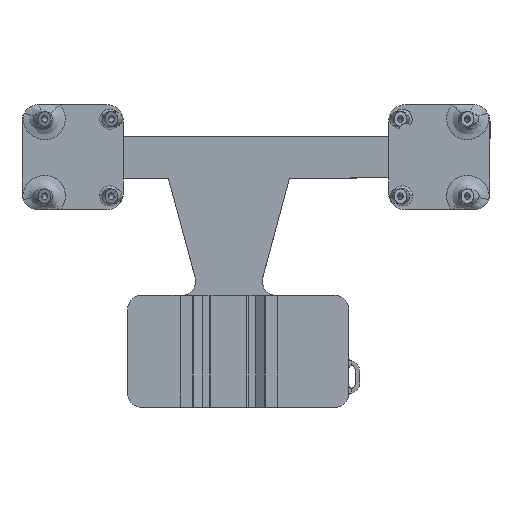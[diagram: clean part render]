
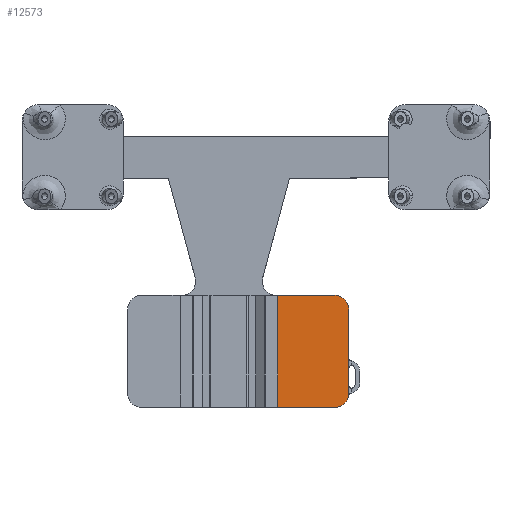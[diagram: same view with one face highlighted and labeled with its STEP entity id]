
A CAD part, front view. The second image highlights one B-rep face of the part: STEP entity #12573.
In plain terms, the highlighted planar face has unit normal (-0.002, -1, 0).
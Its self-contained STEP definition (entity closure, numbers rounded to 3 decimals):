
#42 = ORIENTED_EDGE ( 'NONE', *, *, #11350, .F. ) ;
#157 = ORIENTED_EDGE ( 'NONE', *, *, #8593, .T. ) ;
#567 = VERTEX_POINT ( 'NONE', #5056 ) ;
#960 = LINE ( 'NONE', #16498, #6654 ) ;
#1369 = LINE ( 'NONE', #6440, #12746 ) ;
#1514 = ORIENTED_EDGE ( 'NONE', *, *, #15584, .F. ) ;
#1675 = AXIS2_PLACEMENT_3D ( 'NONE', #9863, #10970, #16136 ) ;
#1701 = AXIS2_PLACEMENT_3D ( 'NONE', #6851, #13349, #5429 ) ;
#2213 = CIRCLE ( 'NONE', #1675, 5. ) ;
#2678 = FACE_OUTER_BOUND ( 'NONE', #7340, .T. ) ;
#3292 = AXIS2_PLACEMENT_3D ( 'NONE', #10338, #15504, #3955 ) ;
#3451 = VECTOR ( 'NONE', #12231, 1000. ) ;
#3591 = CARTESIAN_POINT ( 'NONE',  ( -105.719, -13.658, -60.761 ) ) ;
#3955 = DIRECTION ( 'NONE',  ( 0., 0., -1. ) ) ;
#4662 = LINE ( 'NONE', #9780, #3451 ) ;
#4923 = ORIENTED_EDGE ( 'NONE', *, *, #15489, .T. ) ;
#5056 = CARTESIAN_POINT ( 'NONE',  ( -131.36, -13.616, -24.5 ) ) ;
#5121 = CARTESIAN_POINT ( 'NONE',  ( -131.36, -13.616, -65. ) ) ;
#5128 = ORIENTED_EDGE ( 'NONE', *, *, #14574, .F. ) ;
#5296 = VERTEX_POINT ( 'NONE', #10799 ) ;
#5360 = ORIENTED_EDGE ( 'NONE', *, *, #10531, .F. ) ;
#5429 = DIRECTION ( 'NONE',  ( 0., 0., -1. ) ) ;
#6440 = CARTESIAN_POINT ( 'NONE',  ( -131.36, -13.616, -24.5 ) ) ;
#6471 = PLANE ( 'NONE',  #3292 ) ;
#6498 = CARTESIAN_POINT ( 'NONE',  ( -105.661, -13.658, -60.546 ) ) ;
#6518 = DIRECTION ( 'NONE',  ( 0., 0., -1. ) ) ;
#6654 = VECTOR ( 'NONE', #11077, 1000. ) ;
#6727 = CARTESIAN_POINT ( 'NONE',  ( -105.661, -13.658, -29.5 ) ) ;
#6851 = CARTESIAN_POINT ( 'NONE',  ( -104.731, -13.66, -60.913 ) ) ;
#7340 = EDGE_LOOP ( 'NONE', ( #42, #4923, #157, #5128, #1514, #5360, #9356 ) ) ;
#8157 = CIRCLE ( 'NONE', #1701, 1. ) ;
#8485 = DIRECTION ( 'NONE',  ( 0.002, 1., 0. ) ) ;
#8593 = EDGE_CURVE ( 'NONE', #16310, #5296, #960, .T. ) ;
#9108 = LINE ( 'NONE', #14011, #9692 ) ;
#9356 = ORIENTED_EDGE ( 'NONE', *, *, #13917, .F. ) ;
#9648 = VERTEX_POINT ( 'NONE', #11356 ) ;
#9676 = VERTEX_POINT ( 'NONE', #6727 ) ;
#9692 = VECTOR ( 'NONE', #10457, 1000. ) ;
#9780 = CARTESIAN_POINT ( 'NONE',  ( -105.661, -13.658, 10.398 ) ) ;
#9863 = CARTESIAN_POINT ( 'NONE',  ( -110.661, -13.65, -29.5 ) ) ;
#9908 = DIRECTION ( 'NONE',  ( 0., 0., -1. ) ) ;
#10338 = CARTESIAN_POINT ( 'NONE',  ( -89.085, -13.686, 10.398 ) ) ;
#10457 = DIRECTION ( 'NONE',  ( 1., -0.002, 0. ) ) ;
#10531 = EDGE_CURVE ( 'NONE', #9676, #15685, #4662, .T. ) ;
#10799 = CARTESIAN_POINT ( 'NONE',  ( -110.661, -13.65, -65. ) ) ;
#10970 = DIRECTION ( 'NONE',  ( 0.002, 1., 0. ) ) ;
#11077 = DIRECTION ( 'NONE',  ( 1., -0.002, 0. ) ) ;
#11118 = VERTEX_POINT ( 'NONE', #3591 ) ;
#11350 = EDGE_CURVE ( 'NONE', #567, #9648, #9108, .T. ) ;
#11356 = CARTESIAN_POINT ( 'NONE',  ( -110.661, -13.65, -24.5 ) ) ;
#12231 = DIRECTION ( 'NONE',  ( 0., 0., -1. ) ) ;
#12573 = ADVANCED_FACE ( 'NONE', ( #2678 ), #6471, .T. ) ;
#12746 = VECTOR ( 'NONE', #6518, 1000. ) ;
#13349 = DIRECTION ( 'NONE',  ( -0.002, -1., 0. ) ) ;
#13546 = CIRCLE ( 'NONE', #15710, 5. ) ;
#13917 = EDGE_CURVE ( 'NONE', #9648, #9676, #2213, .T. ) ;
#14011 = CARTESIAN_POINT ( 'NONE',  ( -89.085, -13.686, -24.5 ) ) ;
#14574 = EDGE_CURVE ( 'NONE', #11118, #5296, #13546, .T. ) ;
#14909 = CARTESIAN_POINT ( 'NONE',  ( -110.661, -13.65, -60. ) ) ;
#15489 = EDGE_CURVE ( 'NONE', #567, #16310, #1369, .T. ) ;
#15504 = DIRECTION ( 'NONE',  ( -0.002, -1., 0. ) ) ;
#15584 = EDGE_CURVE ( 'NONE', #15685, #11118, #8157, .T. ) ;
#15685 = VERTEX_POINT ( 'NONE', #6498 ) ;
#15710 = AXIS2_PLACEMENT_3D ( 'NONE', #14909, #8485, #9908 ) ;
#16136 = DIRECTION ( 'NONE',  ( 0., 0., -1. ) ) ;
#16310 = VERTEX_POINT ( 'NONE', #5121 ) ;
#16498 = CARTESIAN_POINT ( 'NONE',  ( -89.085, -13.686, -65. ) ) ;
